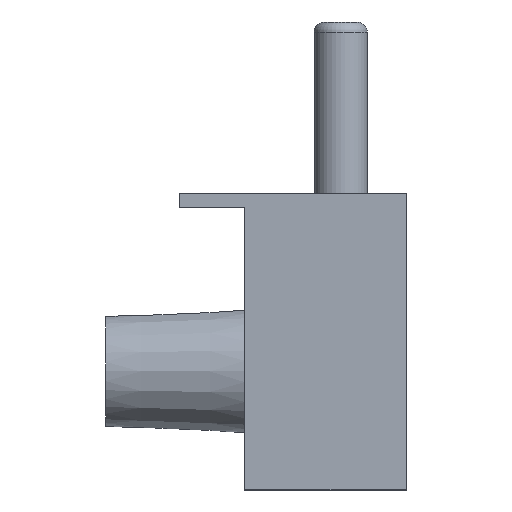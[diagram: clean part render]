
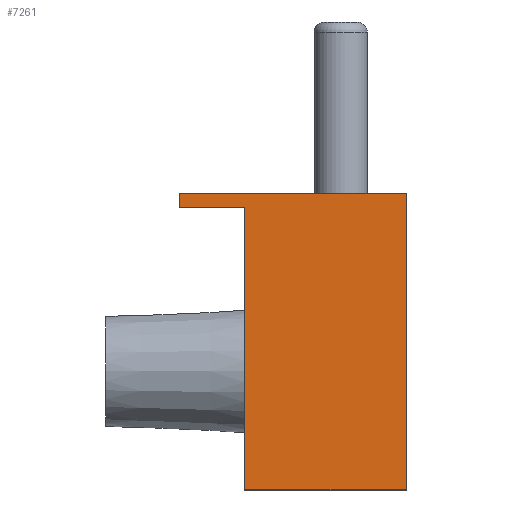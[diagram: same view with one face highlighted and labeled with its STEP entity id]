
A CAD part, left-side view. The second image highlights one B-rep face of the part: STEP entity #7261.
In plain terms, the highlighted planar face has unit normal (-1, 0, 0).
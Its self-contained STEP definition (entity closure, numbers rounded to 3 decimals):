
#1002=FACE_OUTER_BOUND('',#1449,.T.);
#1449=EDGE_LOOP('',(#6414,#6415,#6416,#6417,#6418,#6419));
#2189=LINE('',#11151,#3009);
#2214=LINE('',#11256,#3034);
#2217=LINE('',#11261,#3037);
#2290=LINE('',#11458,#3110);
#2294=LINE('',#11464,#3114);
#2305=LINE('',#11477,#3125);
#3009=VECTOR('',#9081,13.8);
#3034=VECTOR('',#9194,3.2);
#3037=VECTOR('',#9199,0.7);
#3110=VECTOR('',#9432,7.9);
#3114=VECTOR('',#9438,11.1);
#3125=VECTOR('',#9451,14.5);
#3675=VERTEX_POINT('',#11092);
#3698=VERTEX_POINT('',#11149);
#3734=VERTEX_POINT('',#11255);
#3735=VERTEX_POINT('',#11259);
#3779=VERTEX_POINT('',#11456);
#3780=VERTEX_POINT('',#11463);
#4552=EDGE_CURVE('',#3698,#3675,#2189,.T.);
#4604=EDGE_CURVE('',#3675,#3734,#2214,.T.);
#4607=EDGE_CURVE('',#3734,#3735,#2217,.T.);
#4705=EDGE_CURVE('',#3779,#3698,#2290,.T.);
#4709=EDGE_CURVE('',#3780,#3735,#2294,.T.);
#4720=EDGE_CURVE('',#3779,#3780,#2305,.T.);
#6414=ORIENTED_EDGE('',*,*,#4720,.T.);
#6415=ORIENTED_EDGE('',*,*,#4709,.T.);
#6416=ORIENTED_EDGE('',*,*,#4607,.F.);
#6417=ORIENTED_EDGE('',*,*,#4604,.F.);
#6418=ORIENTED_EDGE('',*,*,#4552,.F.);
#6419=ORIENTED_EDGE('',*,*,#4705,.F.);
#6927=PLANE('',#7721);
#7261=ADVANCED_FACE('',(#1002),#6927,.T.);
#7721=AXIS2_PLACEMENT_3D('',#11476,#9449,#9450);
#9081=DIRECTION('',(0.,0.,1.));
#9194=DIRECTION('',(0.,1.,0.));
#9199=DIRECTION('',(0.,0.,1.));
#9432=DIRECTION('',(0.,1.,0.));
#9438=DIRECTION('',(0.,1.,0.));
#9449=DIRECTION('center_axis',(-1.,0.,0.));
#9450=DIRECTION('ref_axis',(0.,0.,1.));
#9451=DIRECTION('',(0.,0.,1.));
#11092=CARTESIAN_POINT('',(-45.6,7.9,-0.7));
#11149=CARTESIAN_POINT('',(-45.6,7.9,-14.5));
#11151=CARTESIAN_POINT('',(-45.6,7.9,-14.5));
#11255=CARTESIAN_POINT('',(-45.6,11.1,-0.7));
#11256=CARTESIAN_POINT('',(-45.6,7.9,-0.7));
#11259=CARTESIAN_POINT('',(-45.6,11.1,0.));
#11261=CARTESIAN_POINT('',(-45.6,11.1,-0.7));
#11456=CARTESIAN_POINT('',(-45.6,0.,-14.5));
#11458=CARTESIAN_POINT('',(-45.6,0.,-14.5));
#11463=CARTESIAN_POINT('',(-45.6,0.,0.));
#11464=CARTESIAN_POINT('',(-45.6,0.,0.));
#11476=CARTESIAN_POINT('Origin',(-45.6,0.,-14.5));
#11477=CARTESIAN_POINT('',(-45.6,0.,-14.5));
